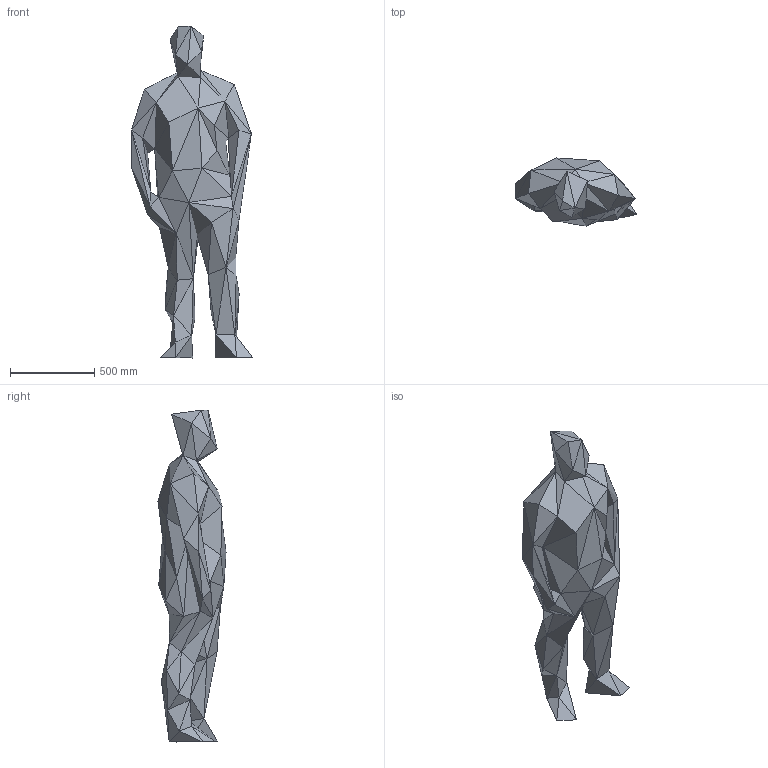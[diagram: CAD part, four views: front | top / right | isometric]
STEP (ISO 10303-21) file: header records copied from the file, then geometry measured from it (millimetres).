
FILE_DESCRIPTION(/* description */ (''),/* implementation_level */ '2;1');
FILE_NAME(/* name */ 'BORIS_~1',/* time_stamp */ '2016-10-05T10:21:32+02:00',/* author */ (''),/* organization */ (''),/* preprocessor_version */ 'ST-DEVELOPER v15',/* originating_system */ '',/* authorisation */ '');
FILE_SCHEMA (('AUTOMOTIVE_DESIGN'));
Length unit declared in the file: millimetre
Products named in the file (1): Document
Bounding box: 720.87 x 404.15 x 1972.01 mm (x, y, z)
Volume: 164134271.1 mm3; surface area: 2776266.8 mm2
Topology: 1 solids, 1 shells, 203 faces, 305 edges, 100 vertices
Faces by surface type: bspline 203
Entity records: 3681 total; most frequent: CARTESIAN_POINT 1524, ORIENTED_EDGE 610, EDGE_CURVE 305, B_SPLINE_CURVE_WITH_KNOTS 305, ADVANCED_FACE 203, FACE_OUTER_BOUND 203, EDGE_LOOP 203, B_SPLINE_SURFACE_WITH_KNOTS 203
